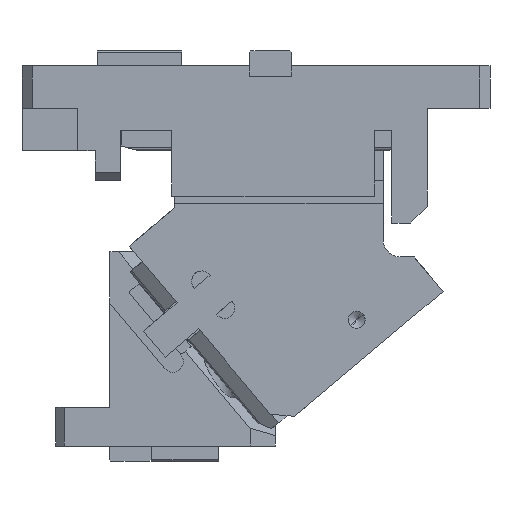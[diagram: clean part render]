
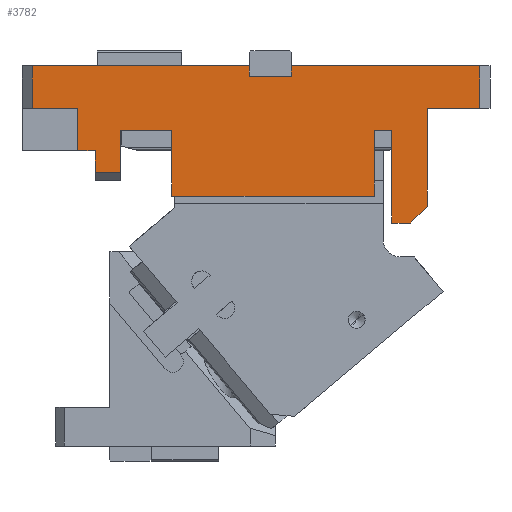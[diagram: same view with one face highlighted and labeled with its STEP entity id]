
A CAD part, front view. The second image highlights one B-rep face of the part: STEP entity #3782.
In plain terms, the highlighted planar face has unit normal (0, -1, 0).
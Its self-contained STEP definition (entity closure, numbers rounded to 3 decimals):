
#110=CARTESIAN_POINT('Vertex',(-243.24,-42.5,133.48)) ;
#113=CARTESIAN_POINT('Line Origine',(-178.99,-42.5,133.48)) ;
#117=CARTESIAN_POINT('Vertex',(-114.74,-42.5,133.48)) ;
#1384=CARTESIAN_POINT('Line Origine',(-100.616,-42.5,56.394)) ;
#1388=CARTESIAN_POINT('Vertex',(-40.616,-42.5,56.394)) ;
#1390=CARTESIAN_POINT('Vertex',(-160.616,-42.5,56.394)) ;
#1508=CARTESIAN_POINT('Line Origine',(-40.616,-42.5,75.894)) ;
#1512=CARTESIAN_POINT('Vertex',(-40.616,-42.5,95.394)) ;
#1562=CARTESIAN_POINT('Line Origine',(-160.616,-42.5,75.894)) ;
#1566=CARTESIAN_POINT('Vertex',(-160.616,-42.5,95.394)) ;
#1821=CARTESIAN_POINT('Vertex',(-190.926,-42.5,70.394)) ;
#1824=CARTESIAN_POINT('Line Origine',(-198.426,-42.5,70.394)) ;
#1828=CARTESIAN_POINT('Vertex',(-205.926,-42.5,70.394)) ;
#1854=CARTESIAN_POINT('Vertex',(-205.926,-42.5,83.394)) ;
#1862=CARTESIAN_POINT('Line Origine',(-205.926,-42.5,76.894)) ;
#2178=CARTESIAN_POINT('Vertex',(-216.24,-42.5,108.48)) ;
#2181=CARTESIAN_POINT('Line Origine',(-229.74,-42.5,108.48)) ;
#2185=CARTESIAN_POINT('Vertex',(-243.24,-42.5,108.48)) ;
#2224=CARTESIAN_POINT('Line Origine',(-243.24,-42.5,120.98)) ;
#2267=CARTESIAN_POINT('Line Origine',(-211.083,-42.5,83.394)) ;
#2271=CARTESIAN_POINT('Vertex',(-216.24,-42.5,83.394)) ;
#2311=CARTESIAN_POINT('Line Origine',(-216.24,-42.5,95.937)) ;
#2335=CARTESIAN_POINT('Line Origine',(-114.74,-42.5,130.48)) ;
#2339=CARTESIAN_POINT('Vertex',(-114.74,-42.5,127.48)) ;
#2359=CARTESIAN_POINT('Line Origine',(-102.24,-42.5,127.48)) ;
#2363=CARTESIAN_POINT('Vertex',(-89.74,-42.5,127.48)) ;
#2666=CARTESIAN_POINT('Line Origine',(-89.74,-42.5,130.48)) ;
#2670=CARTESIAN_POINT('Vertex',(-89.74,-42.5,133.48)) ;
#3434=CARTESIAN_POINT('Vertex',(-30.426,-42.5,40.48)) ;
#3437=CARTESIAN_POINT('Line Origine',(-30.426,-42.5,67.937)) ;
#3441=CARTESIAN_POINT('Vertex',(-30.426,-42.5,95.394)) ;
#3476=CARTESIAN_POINT('Vertex',(-19.24,-42.5,40.48)) ;
#3479=CARTESIAN_POINT('Line Origine',(-24.833,-42.5,40.48)) ;
#3507=CARTESIAN_POINT('Vertex',(-9.24,-42.5,50.48)) ;
#3510=CARTESIAN_POINT('Line Origine',(-14.24,-42.5,45.48)) ;
#3527=CARTESIAN_POINT('Line Origine',(-9.24,-42.5,79.48)) ;
#3531=CARTESIAN_POINT('Vertex',(-9.24,-42.5,108.48)) ;
#3583=CARTESIAN_POINT('Vertex',(21.76,-42.5,108.48)) ;
#3586=CARTESIAN_POINT('Line Origine',(6.26,-42.5,108.48)) ;
#3681=CARTESIAN_POINT('Line Origine',(-33.99,-42.5,133.48)) ;
#3685=CARTESIAN_POINT('Vertex',(21.76,-42.5,133.48)) ;
#3723=CARTESIAN_POINT('Line Origine',(21.76,-42.5,120.98)) ;
#3735=CARTESIAN_POINT('Axis2P3D Location',(0.,-42.5,0.)) ;
#3740=CARTESIAN_POINT('Line Origine',(-190.926,-42.5,82.894)) ;
#3744=CARTESIAN_POINT('Vertex',(-190.926,-42.5,95.394)) ;
#3747=CARTESIAN_POINT('Line Origine',(-175.771,-42.5,95.394)) ;
#3752=CARTESIAN_POINT('Line Origine',(-35.521,-42.5,95.394)) ;
#114=DIRECTION('Vector Direction',(-1.,0.,0.)) ;
#1385=DIRECTION('Vector Direction',(-1.,0.,0.)) ;
#1509=DIRECTION('Vector Direction',(0.,0.,-1.)) ;
#1563=DIRECTION('Vector Direction',(0.,0.,1.)) ;
#1825=DIRECTION('Vector Direction',(1.,0.,0.)) ;
#1863=DIRECTION('Vector Direction',(0.,0.,-1.)) ;
#2182=DIRECTION('Vector Direction',(1.,0.,0.)) ;
#2225=DIRECTION('Vector Direction',(0.,0.,-1.)) ;
#2268=DIRECTION('Vector Direction',(1.,0.,0.)) ;
#2312=DIRECTION('Vector Direction',(0.,0.,-1.)) ;
#2336=DIRECTION('Vector Direction',(0.,0.,1.)) ;
#2360=DIRECTION('Vector Direction',(-1.,0.,0.)) ;
#2667=DIRECTION('Vector Direction',(0.,0.,1.)) ;
#3438=DIRECTION('Vector Direction',(0.,0.,1.)) ;
#3480=DIRECTION('Vector Direction',(1.,0.,0.)) ;
#3511=DIRECTION('Vector Direction',(0.707,0.,0.707)) ;
#3528=DIRECTION('Vector Direction',(0.,0.,-1.)) ;
#3587=DIRECTION('Vector Direction',(1.,0.,0.)) ;
#3682=DIRECTION('Vector Direction',(-1.,0.,0.)) ;
#3724=DIRECTION('Vector Direction',(0.,0.,1.)) ;
#3736=DIRECTION('Axis2P3D Direction',(0.,1.,0.)) ;
#3737=DIRECTION('Axis2P3D XDirection',(0.,0.,1.)) ;
#3741=DIRECTION('Vector Direction',(0.,0.,-1.)) ;
#3748=DIRECTION('Vector Direction',(1.,0.,0.)) ;
#3753=DIRECTION('Vector Direction',(1.,0.,0.)) ;
#3738=AXIS2_PLACEMENT_3D('Plane Axis2P3D',#3735,#3736,#3737) ;
#3758=ORIENTED_EDGE('',*,*,#3590,.T.) ;
#3759=ORIENTED_EDGE('',*,*,#3727,.T.) ;
#3760=ORIENTED_EDGE('',*,*,#3687,.T.) ;
#3761=ORIENTED_EDGE('',*,*,#2672,.F.) ;
#3762=ORIENTED_EDGE('',*,*,#2365,.T.) ;
#3763=ORIENTED_EDGE('',*,*,#2341,.T.) ;
#3764=ORIENTED_EDGE('',*,*,#119,.T.) ;
#3765=ORIENTED_EDGE('',*,*,#2228,.T.) ;
#3766=ORIENTED_EDGE('',*,*,#2187,.T.) ;
#3767=ORIENTED_EDGE('',*,*,#2315,.T.) ;
#3768=ORIENTED_EDGE('',*,*,#2273,.T.) ;
#3769=ORIENTED_EDGE('',*,*,#1866,.T.) ;
#3770=ORIENTED_EDGE('',*,*,#1830,.T.) ;
#3771=ORIENTED_EDGE('',*,*,#3746,.F.) ;
#3772=ORIENTED_EDGE('',*,*,#3751,.T.) ;
#3773=ORIENTED_EDGE('',*,*,#1568,.F.) ;
#3774=ORIENTED_EDGE('',*,*,#1392,.F.) ;
#3775=ORIENTED_EDGE('',*,*,#1514,.F.) ;
#3776=ORIENTED_EDGE('',*,*,#3756,.T.) ;
#3777=ORIENTED_EDGE('',*,*,#3443,.F.) ;
#3778=ORIENTED_EDGE('',*,*,#3483,.T.) ;
#3779=ORIENTED_EDGE('',*,*,#3514,.T.) ;
#3780=ORIENTED_EDGE('',*,*,#3533,.F.) ;
#115=VECTOR('Line Direction',#114,1.) ;
#1386=VECTOR('Line Direction',#1385,1.) ;
#1510=VECTOR('Line Direction',#1509,1.) ;
#1564=VECTOR('Line Direction',#1563,1.) ;
#1826=VECTOR('Line Direction',#1825,1.) ;
#1864=VECTOR('Line Direction',#1863,1.) ;
#2183=VECTOR('Line Direction',#2182,1.) ;
#2226=VECTOR('Line Direction',#2225,1.) ;
#2269=VECTOR('Line Direction',#2268,1.) ;
#2313=VECTOR('Line Direction',#2312,1.) ;
#2337=VECTOR('Line Direction',#2336,1.) ;
#2361=VECTOR('Line Direction',#2360,1.) ;
#2668=VECTOR('Line Direction',#2667,1.) ;
#3439=VECTOR('Line Direction',#3438,1.) ;
#3481=VECTOR('Line Direction',#3480,1.) ;
#3512=VECTOR('Line Direction',#3511,1.) ;
#3529=VECTOR('Line Direction',#3528,1.) ;
#3588=VECTOR('Line Direction',#3587,1.) ;
#3683=VECTOR('Line Direction',#3682,1.) ;
#3725=VECTOR('Line Direction',#3724,1.) ;
#3742=VECTOR('Line Direction',#3741,1.) ;
#3749=VECTOR('Line Direction',#3748,1.) ;
#3754=VECTOR('Line Direction',#3753,1.) ;
#3782=ADVANCED_FACE('CAM HOLDER',(#3781),#3739,.F.) ;
#119=EDGE_CURVE('',#118,#111,#116,.T.) ;
#1392=EDGE_CURVE('',#1389,#1391,#1387,.T.) ;
#1514=EDGE_CURVE('',#1513,#1389,#1511,.T.) ;
#1568=EDGE_CURVE('',#1391,#1567,#1565,.T.) ;
#1830=EDGE_CURVE('',#1829,#1822,#1827,.T.) ;
#1866=EDGE_CURVE('',#1855,#1829,#1865,.T.) ;
#2187=EDGE_CURVE('',#2186,#2179,#2184,.T.) ;
#2228=EDGE_CURVE('',#111,#2186,#2227,.T.) ;
#2273=EDGE_CURVE('',#2272,#1855,#2270,.T.) ;
#2315=EDGE_CURVE('',#2179,#2272,#2314,.T.) ;
#2341=EDGE_CURVE('',#2340,#118,#2338,.T.) ;
#2365=EDGE_CURVE('',#2364,#2340,#2362,.T.) ;
#2672=EDGE_CURVE('',#2364,#2671,#2669,.T.) ;
#3443=EDGE_CURVE('',#3435,#3442,#3440,.T.) ;
#3483=EDGE_CURVE('',#3435,#3477,#3482,.T.) ;
#3514=EDGE_CURVE('',#3477,#3508,#3513,.T.) ;
#3533=EDGE_CURVE('',#3532,#3508,#3530,.T.) ;
#3590=EDGE_CURVE('',#3532,#3584,#3589,.T.) ;
#3687=EDGE_CURVE('',#3686,#2671,#3684,.T.) ;
#3727=EDGE_CURVE('',#3584,#3686,#3726,.T.) ;
#3746=EDGE_CURVE('',#3745,#1822,#3743,.T.) ;
#3751=EDGE_CURVE('',#3745,#1567,#3750,.T.) ;
#3756=EDGE_CURVE('',#1513,#3442,#3755,.T.) ;
#3757=EDGE_LOOP('',(#3758,#3759,#3760,#3761,#3762,#3763,#3764,#3765,#3766,#3767,#3768,#3769,#3770,#3771,#3772,#3773,#3774,#3775,#3776,#3777,#3778,#3779,#3780)) ;
#3781=FACE_OUTER_BOUND('',#3757,.T.) ;
#116=LINE('Line',#113,#115) ;
#1387=LINE('Line',#1384,#1386) ;
#1511=LINE('Line',#1508,#1510) ;
#1565=LINE('Line',#1562,#1564) ;
#1827=LINE('Line',#1824,#1826) ;
#1865=LINE('Line',#1862,#1864) ;
#2184=LINE('Line',#2181,#2183) ;
#2227=LINE('Line',#2224,#2226) ;
#2270=LINE('Line',#2267,#2269) ;
#2314=LINE('Line',#2311,#2313) ;
#2338=LINE('Line',#2335,#2337) ;
#2362=LINE('Line',#2359,#2361) ;
#2669=LINE('Line',#2666,#2668) ;
#3440=LINE('Line',#3437,#3439) ;
#3482=LINE('Line',#3479,#3481) ;
#3513=LINE('Line',#3510,#3512) ;
#3530=LINE('Line',#3527,#3529) ;
#3589=LINE('Line',#3586,#3588) ;
#3684=LINE('Line',#3681,#3683) ;
#3726=LINE('Line',#3723,#3725) ;
#3743=LINE('Line',#3740,#3742) ;
#3750=LINE('Line',#3747,#3749) ;
#3755=LINE('Line',#3752,#3754) ;
#3739=PLANE('Plane',#3738) ;
#111=VERTEX_POINT('',#110) ;
#118=VERTEX_POINT('',#117) ;
#1389=VERTEX_POINT('',#1388) ;
#1391=VERTEX_POINT('',#1390) ;
#1513=VERTEX_POINT('',#1512) ;
#1567=VERTEX_POINT('',#1566) ;
#1822=VERTEX_POINT('',#1821) ;
#1829=VERTEX_POINT('',#1828) ;
#1855=VERTEX_POINT('',#1854) ;
#2179=VERTEX_POINT('',#2178) ;
#2186=VERTEX_POINT('',#2185) ;
#2272=VERTEX_POINT('',#2271) ;
#2340=VERTEX_POINT('',#2339) ;
#2364=VERTEX_POINT('',#2363) ;
#2671=VERTEX_POINT('',#2670) ;
#3435=VERTEX_POINT('',#3434) ;
#3442=VERTEX_POINT('',#3441) ;
#3477=VERTEX_POINT('',#3476) ;
#3508=VERTEX_POINT('',#3507) ;
#3532=VERTEX_POINT('',#3531) ;
#3584=VERTEX_POINT('',#3583) ;
#3686=VERTEX_POINT('',#3685) ;
#3745=VERTEX_POINT('',#3744) ;
